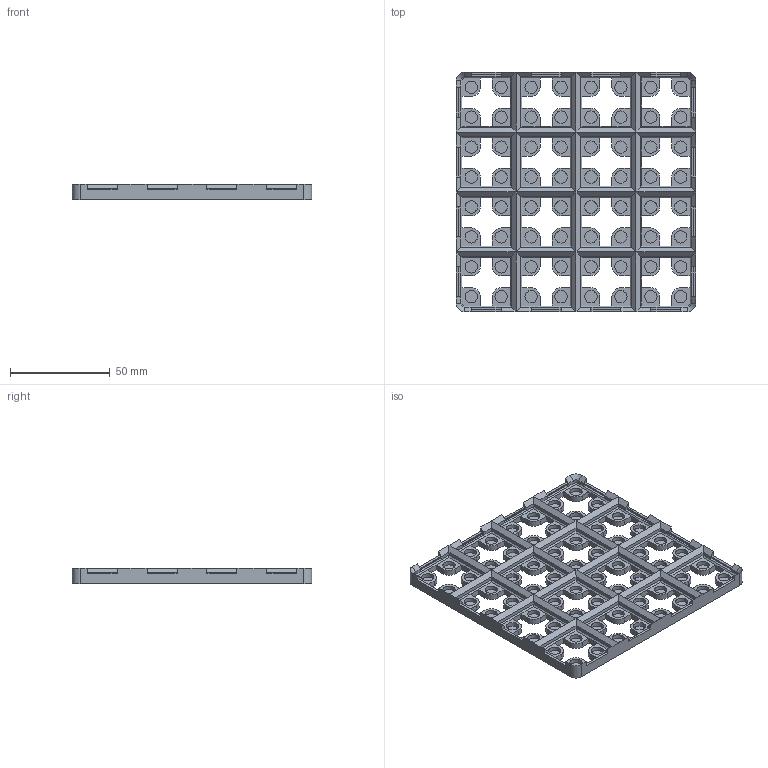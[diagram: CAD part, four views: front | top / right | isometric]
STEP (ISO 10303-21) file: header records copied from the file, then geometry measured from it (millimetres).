
FILE_DESCRIPTION(('Open CASCADE Model'),'2;1');
FILE_NAME('Open CASCADE Shape Model','2025-09-03T01:04:55',('Author'),( 'Open CASCADE'),'Open CASCADE STEP processor 7.6','Open CASCADE 7.6' ,'Unknown');
FILE_SCHEMA(('AP242_MANAGED_MODEL_BASED_3D_ENGINEERING_MIM_LF. {1 0 10303 442 1 1 4 }'));
Length unit declared in the file: millimetre
Products named in the file (1): Open CASCADE STEP translator 7.6 4
Bounding box: 120 x 120 x 7.65 mm (x, y, z)
Volume: 39037.8 mm3; surface area: 34845.8 mm2
Topology: 1 solids, 1 shells, 805 faces, 1892 edges, 1137 vertices
Faces by surface type: plane 661, cylinder 136, cone 8
Full cylindrical faces by diameter (mm): 6.2 x64
Entity records: 46628 total; most frequent: CARTESIAN_POINT 9187, DIRECTION 6656, LINE 4360, VECTOR 4360, ORIENTED_EDGE 3784, PCURVE 3784, DEFINITIONAL_REPRESENTATION 3784, EDGE_CURVE 1892
